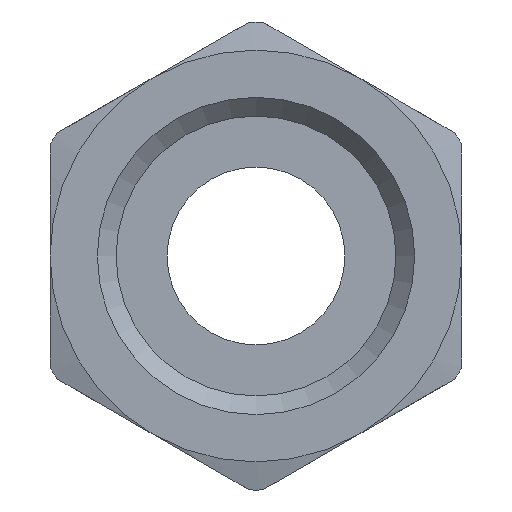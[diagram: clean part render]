
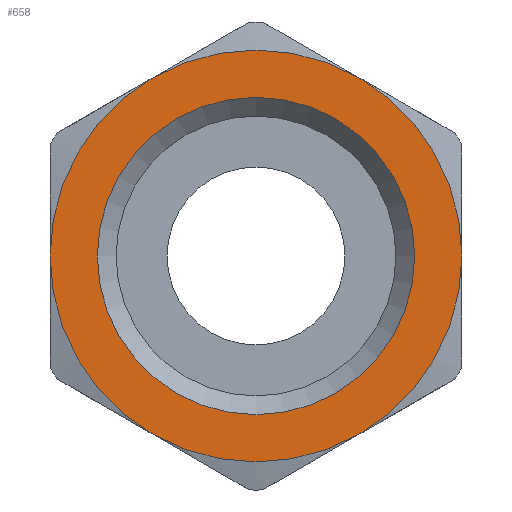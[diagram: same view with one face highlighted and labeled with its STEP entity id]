
A CAD part, left-side view. The second image highlights one B-rep face of the part: STEP entity #658.
In plain terms, the highlighted planar face has unit normal (-1, 0, 0).
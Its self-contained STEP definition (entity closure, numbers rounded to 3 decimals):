
#40=FACE_BOUND('',#109,.T.);
#43=PLANE('',#751);
#68=FACE_OUTER_BOUND('',#108,.T.);
#108=EDGE_LOOP('',(#420,#421,#422,#423,#424,#425));
#109=EDGE_LOOP('',(#426));
#205=CIRCLE('',#745,8.475);
#210=CIRCLE('',#752,11.);
#211=CIRCLE('',#753,11.);
#212=CIRCLE('',#754,11.);
#213=CIRCLE('',#755,11.);
#214=CIRCLE('',#756,11.);
#215=CIRCLE('',#757,11.);
#254=VERTEX_POINT('',#1049);
#259=VERTEX_POINT('',#1063);
#260=VERTEX_POINT('',#1064);
#261=VERTEX_POINT('',#1066);
#262=VERTEX_POINT('',#1068);
#263=VERTEX_POINT('',#1070);
#264=VERTEX_POINT('',#1072);
#313=EDGE_CURVE('',#254,#254,#205,.T.);
#320=EDGE_CURVE('',#259,#260,#210,.T.);
#321=EDGE_CURVE('',#261,#259,#211,.T.);
#322=EDGE_CURVE('',#262,#261,#212,.T.);
#323=EDGE_CURVE('',#263,#262,#213,.T.);
#324=EDGE_CURVE('',#264,#263,#214,.T.);
#325=EDGE_CURVE('',#260,#264,#215,.T.);
#420=ORIENTED_EDGE('',*,*,#320,.F.);
#421=ORIENTED_EDGE('',*,*,#321,.F.);
#422=ORIENTED_EDGE('',*,*,#322,.F.);
#423=ORIENTED_EDGE('',*,*,#323,.F.);
#424=ORIENTED_EDGE('',*,*,#324,.F.);
#425=ORIENTED_EDGE('',*,*,#325,.F.);
#426=ORIENTED_EDGE('',*,*,#313,.F.);
#658=ADVANCED_FACE('',(#68,#40),#43,.T.);
#745=AXIS2_PLACEMENT_3D('',#1050,#840,#841);
#751=AXIS2_PLACEMENT_3D('',#1062,#854,#855);
#752=AXIS2_PLACEMENT_3D('',#1065,#856,#857);
#753=AXIS2_PLACEMENT_3D('',#1067,#858,#859);
#754=AXIS2_PLACEMENT_3D('',#1069,#860,#861);
#755=AXIS2_PLACEMENT_3D('',#1071,#862,#863);
#756=AXIS2_PLACEMENT_3D('',#1073,#864,#865);
#757=AXIS2_PLACEMENT_3D('',#1074,#866,#867);
#840=DIRECTION('center_axis',(-1.,0.,0.));
#841=DIRECTION('ref_axis',(0.,0.,-1.));
#854=DIRECTION('center_axis',(-1.,0.,0.));
#855=DIRECTION('ref_axis',(0.,0.,1.));
#856=DIRECTION('center_axis',(1.,0.,0.));
#857=DIRECTION('ref_axis',(0.,0.,-1.));
#858=DIRECTION('center_axis',(1.,0.,0.));
#859=DIRECTION('ref_axis',(0.,0.,-1.));
#860=DIRECTION('center_axis',(1.,0.,0.));
#861=DIRECTION('ref_axis',(0.,0.,-1.));
#862=DIRECTION('center_axis',(1.,0.,0.));
#863=DIRECTION('ref_axis',(0.,0.,-1.));
#864=DIRECTION('center_axis',(1.,0.,0.));
#865=DIRECTION('ref_axis',(0.,0.,-1.));
#866=DIRECTION('center_axis',(1.,0.,0.));
#867=DIRECTION('ref_axis',(0.,0.,-1.));
#1049=CARTESIAN_POINT('',(0.,0.,8.475));
#1050=CARTESIAN_POINT('Origin',(0.,0.,0.));
#1062=CARTESIAN_POINT('Origin',(0.,11.,0.));
#1063=CARTESIAN_POINT('',(0.,11.,0.));
#1064=CARTESIAN_POINT('',(0.,5.5,9.526));
#1065=CARTESIAN_POINT('Origin',(0.,0.,0.));
#1066=CARTESIAN_POINT('',(0.,5.5,-9.526));
#1067=CARTESIAN_POINT('Origin',(0.,0.,0.));
#1068=CARTESIAN_POINT('',(0.,-5.5,-9.526));
#1069=CARTESIAN_POINT('Origin',(0.,0.,0.));
#1070=CARTESIAN_POINT('',(0.,-11.,0.));
#1071=CARTESIAN_POINT('Origin',(0.,0.,0.));
#1072=CARTESIAN_POINT('',(0.,-5.5,9.526));
#1073=CARTESIAN_POINT('Origin',(0.,0.,0.));
#1074=CARTESIAN_POINT('Origin',(0.,0.,0.));
